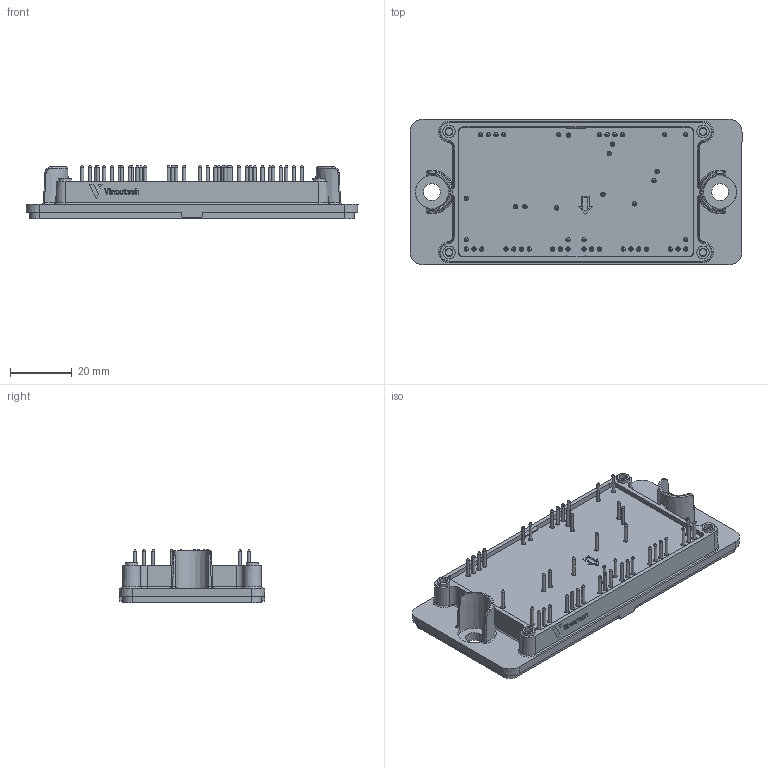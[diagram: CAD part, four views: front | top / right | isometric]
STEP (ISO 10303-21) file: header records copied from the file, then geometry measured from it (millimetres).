
FILE_DESCRIPTION(/* description */ ('Unknown'),/* implementation_level */ '2;1');
FILE_NAME(/* name */ 'Flow2-4T13W-LG00(460)-01-OL',/* time_stamp */ '2018-01-24T14:11:34+01:00',/* author */ ('Unknown'),/* organization */ ('Unknown'),/* preprocessor_version */ 'ST-DEVELOPER v16.7',/* originating_system */ 'DEX',/* authorisation */ $);
FILE_SCHEMA (('AUTOMOTIVE_DESIGN {1 0 10303 214 3 1 1}'));
Length unit declared in the file: millimetre
Products named in the file (1): Flow2-4T13W-LG00-01-OL
Bounding box: 107.2 x 47 x 17.18 mm (x, y, z)
Volume: 44282.8 mm3; surface area: 21535.9 mm2
Topology: 13 solids, 15 shells, 1416 faces, 3305 edges, 2026 vertices
Faces by surface type: plane 591, cone 314, bspline 309, cylinder 186, torus 16
Full cylindrical faces by diameter (mm): 1 x46, 1.4 x46, 2.25 x4, 2.4 x46, 2.55 x4, 2.95 x2, 3 x4, 5.5 x2
Entity records: 57350 total; most frequent: CARTESIAN_POINT 20574, ORIENTED_EDGE 5872, DIRECTION 4858, EDGE_CURVE 2936, VERTEX_POINT 1922, AXIS2_PLACEMENT_3D 1856, EDGE_LOOP 1828, FACE_BOUND 1828
